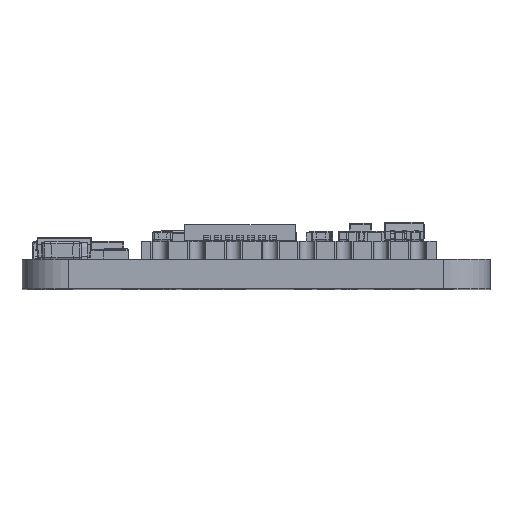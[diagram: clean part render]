
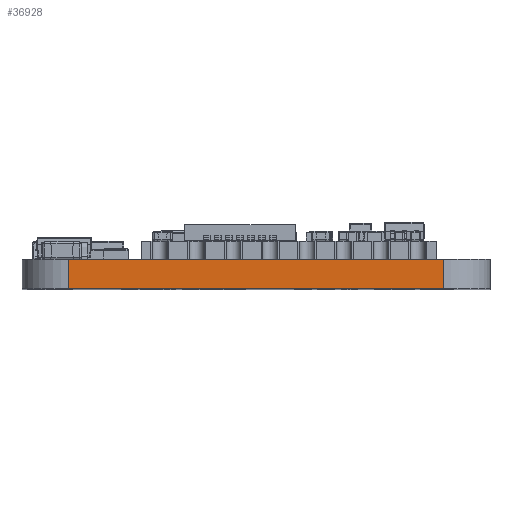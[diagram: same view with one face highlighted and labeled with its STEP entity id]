
A CAD part, top view. The second image highlights one B-rep face of the part: STEP entity #36928.
In plain terms, the highlighted planar face has unit normal (0, 0, 1).
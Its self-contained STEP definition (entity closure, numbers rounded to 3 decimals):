
#4686=FACE_OUTER_BOUND('',#6978,.T.);
#6978=EDGE_LOOP('',(#32328,#32329,#32330,#32331));
#10754=LINE('',#62597,#14440);
#10818=LINE('',#63064,#14504);
#10819=LINE('',#63067,#14505);
#10820=LINE('',#63068,#14506);
#14440=VECTOR('',#49773,10.);
#14504=VECTOR('',#50405,10.);
#14505=VECTOR('',#50408,10.);
#14506=VECTOR('',#50409,10.);
#17580=VERTEX_POINT('',#62594);
#17581=VERTEX_POINT('',#62596);
#17700=VERTEX_POINT('',#63062);
#17701=VERTEX_POINT('',#63066);
#22442=EDGE_CURVE('',#17580,#17581,#10754,.T.);
#22622=EDGE_CURVE('',#17700,#17581,#10818,.T.);
#22623=EDGE_CURVE('',#17700,#17701,#10819,.T.);
#22624=EDGE_CURVE('',#17701,#17580,#10820,.T.);
#32328=ORIENTED_EDGE('',*,*,#22623,.F.);
#32329=ORIENTED_EDGE('',*,*,#22622,.T.);
#32330=ORIENTED_EDGE('',*,*,#22442,.F.);
#32331=ORIENTED_EDGE('',*,*,#22624,.F.);
#34195=PLANE('',#40366);
#36928=ADVANCED_FACE('',(#4686),#34195,.T.);
#40366=AXIS2_PLACEMENT_3D('',#63065,#50406,#50407);
#49773=DIRECTION('',(1.,0.,0.));
#50405=DIRECTION('',(0.,1.,0.));
#50406=DIRECTION('center_axis',(0.,0.,1.));
#50407=DIRECTION('ref_axis',(1.,0.,0.));
#50408=DIRECTION('',(-1.,0.,0.));
#50409=DIRECTION('',(0.,1.,0.));
#62594=CARTESIAN_POINT('',(2.794,1.6,0.));
#62596=CARTESIAN_POINT('',(23.114,1.6,0.));
#62597=CARTESIAN_POINT('',(2.794,1.6,0.));
#63062=CARTESIAN_POINT('',(23.114,0.,0.));
#63064=CARTESIAN_POINT('',(23.114,0.,0.));
#63065=CARTESIAN_POINT('Origin',(2.794,0.,0.));
#63066=CARTESIAN_POINT('',(2.794,0.,0.));
#63067=CARTESIAN_POINT('',(23.114,0.,0.));
#63068=CARTESIAN_POINT('',(2.794,0.,0.));
